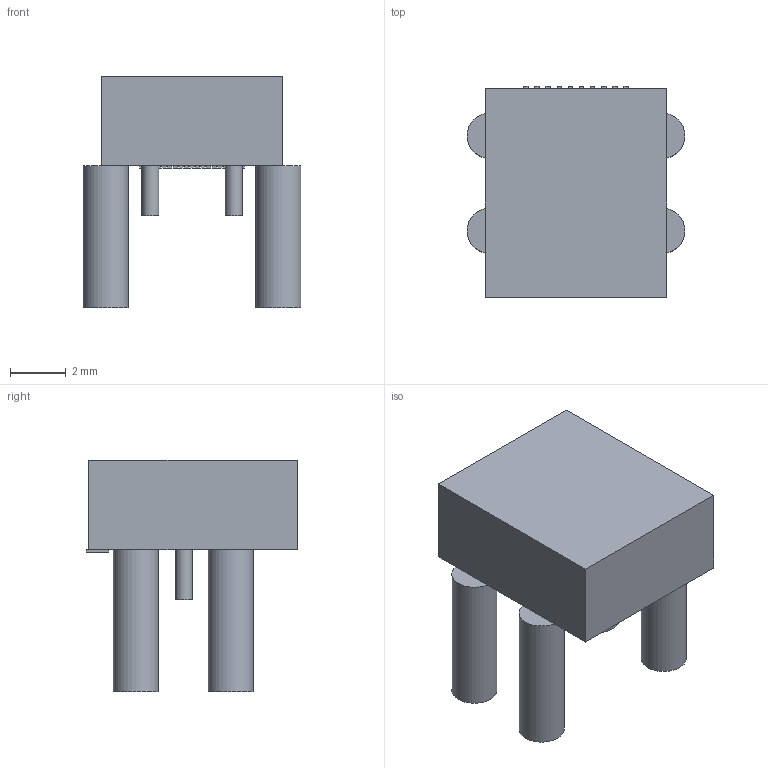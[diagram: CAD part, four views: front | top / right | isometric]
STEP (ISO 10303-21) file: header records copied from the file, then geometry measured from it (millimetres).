
FILE_DESCRIPTION(('FreeCAD Model'),'2;1');
FILE_NAME('567704.1.4.stp','2023-05-31T14:24:43',( 'Author'),(''),'Open CASCADE STEP processor 6.9','FreeCAD','Unknown' );
FILE_SCHEMA(('AUTOMOTIVE_DESIGN { 1 0 10303 214 1 1 1 1 }'));
Length unit declared in the file: millimetre
Products named in the file (5): ASSEMBLY; Body; Pins; Lugs; Leads
Assembly tree (4 placements, depth 2):
  ASSEMBLY
    Body
    Pins
    Lugs
    Leads
Bounding box: 7.82 x 7.58 x 8.3 mm (x, y, z)
Volume: 199.4 mm3; surface area: 324.8 mm2
Topology: 26 solids, 26 shells, 138 faces, 258 edges, 172 vertices
Faces by surface type: plane 132, cylinder 6
Full cylindrical faces by diameter (mm): 0.61 x2, 1.62 x4
Entity records: 7000 total; most frequent: CARTESIAN_POINT 1089, DIRECTION 1072, LINE 750, VECTOR 750, ORIENTED_EDGE 516, PCURVE 516, DEFINITIONAL_REPRESENTATION 516, EDGE_CURVE 258
